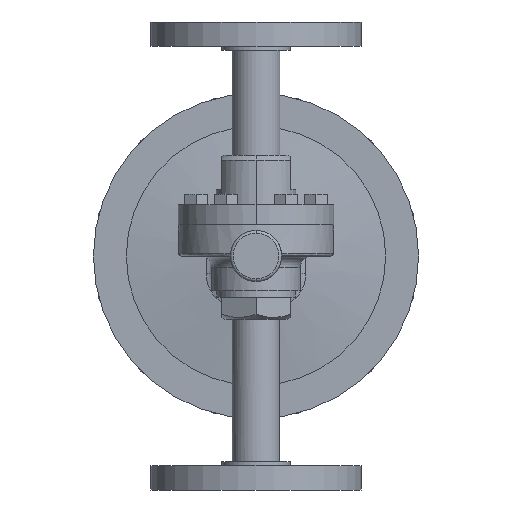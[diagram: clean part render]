
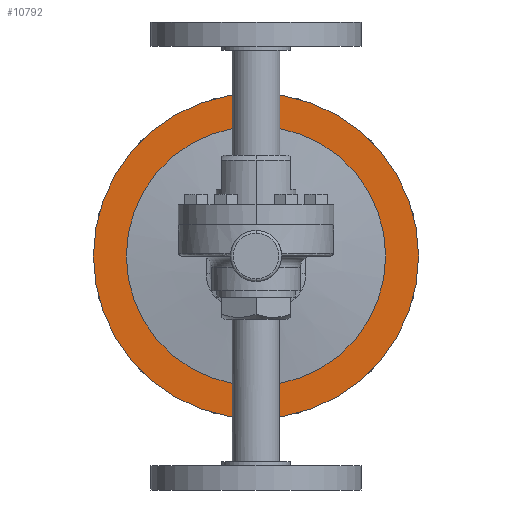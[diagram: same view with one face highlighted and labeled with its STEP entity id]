
A CAD part, front view. The second image highlights one B-rep face of the part: STEP entity #10792.
In plain terms, the highlighted planar face has unit normal (0, -1, 0).
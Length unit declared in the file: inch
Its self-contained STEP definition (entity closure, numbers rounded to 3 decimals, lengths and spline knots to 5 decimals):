
#429 = EDGE_LOOP ( 'NONE', ( #18832, #13045 ) ) ;
#2883 = CARTESIAN_POINT ( 'NONE',  ( 0., 2.25, 0. ) ) ;
#3099 = ORIENTED_EDGE ( 'NONE', *, *, #8215, .F. ) ;
#3546 = DIRECTION ( 'NONE',  ( 0., -1., 0. ) ) ;
#4513 = CARTESIAN_POINT ( 'NONE',  ( 0., 2.25, 2.84 ) ) ;
#4639 = DIRECTION ( 'NONE',  ( 0., 0., -1. ) ) ;
#5526 = EDGE_LOOP ( 'NONE', ( #13153, #3099 ) ) ;
#6679 = PLANE ( 'NONE',  #6782 ) ;
#6782 = AXIS2_PLACEMENT_3D ( 'NONE', #11746, #8389, #20382 ) ;
#7224 = VERTEX_POINT ( 'NONE', #17471 ) ;
#7310 = AXIS2_PLACEMENT_3D ( 'NONE', #2883, #14868, #4639 ) ;
#7609 = EDGE_CURVE ( 'NONE', #12050, #12185, #8655, .T. ) ;
#7636 = AXIS2_PLACEMENT_3D ( 'NONE', #13806, #3546, #15534 ) ;
#8215 = EDGE_CURVE ( 'NONE', #12185, #12050, #9713, .T. ) ;
#8322 = CARTESIAN_POINT ( 'NONE',  ( 0., 2.25, -2.84 ) ) ;
#8377 = VERTEX_POINT ( 'NONE', #15814 ) ;
#8389 = DIRECTION ( 'NONE',  ( 0., -1., 0. ) ) ;
#8655 = CIRCLE ( 'NONE', #7310, 2.84 ) ;
#9017 = CIRCLE ( 'NONE', #7636, 3.56 ) ;
#9588 = CARTESIAN_POINT ( 'NONE',  ( 0., 2.25, 0. ) ) ;
#9713 = CIRCLE ( 'NONE', #21810, 2.84 ) ;
#10131 = CARTESIAN_POINT ( 'NONE',  ( 0., 2.25, 0. ) ) ;
#10318 = EDGE_CURVE ( 'NONE', #7224, #8377, #9017, .T. ) ;
#10606 = AXIS2_PLACEMENT_3D ( 'NONE', #9588, #21561, #11291 ) ;
#10792 = ADVANCED_FACE ( 'NONE', ( #19731, #16214 ), #6679, .T. ) ;
#11291 = DIRECTION ( 'NONE',  ( 0., 0., -1. ) ) ;
#11746 = CARTESIAN_POINT ( 'NONE',  ( 0., 2.25, -3.655 ) ) ;
#11835 = DIRECTION ( 'NONE',  ( 0., 0., -1. ) ) ;
#12050 = VERTEX_POINT ( 'NONE', #4513 ) ;
#12185 = VERTEX_POINT ( 'NONE', #8322 ) ;
#13045 = ORIENTED_EDGE ( 'NONE', *, *, #17358, .T. ) ;
#13153 = ORIENTED_EDGE ( 'NONE', *, *, #7609, .F. ) ;
#13806 = CARTESIAN_POINT ( 'NONE',  ( 0., 2.25, 0. ) ) ;
#14868 = DIRECTION ( 'NONE',  ( 0., -1., 0. ) ) ;
#15534 = DIRECTION ( 'NONE',  ( 0., 0., -1. ) ) ;
#15777 = CIRCLE ( 'NONE', #10606, 3.56 ) ;
#15814 = CARTESIAN_POINT ( 'NONE',  ( 0., 2.25, 3.56 ) ) ;
#16214 = FACE_OUTER_BOUND ( 'NONE', #429, .T. ) ;
#17358 = EDGE_CURVE ( 'NONE', #8377, #7224, #15777, .T. ) ;
#17471 = CARTESIAN_POINT ( 'NONE',  ( 0., 2.25, -3.56 ) ) ;
#18832 = ORIENTED_EDGE ( 'NONE', *, *, #10318, .T. ) ;
#19731 = FACE_BOUND ( 'NONE', #5526, .T. ) ;
#20382 = DIRECTION ( 'NONE',  ( 0., 0., -1. ) ) ;
#21561 = DIRECTION ( 'NONE',  ( 0., -1., 0. ) ) ;
#21810 = AXIS2_PLACEMENT_3D ( 'NONE', #10131, #22106, #11835 ) ;
#22106 = DIRECTION ( 'NONE',  ( 0., -1., 0. ) ) ;
